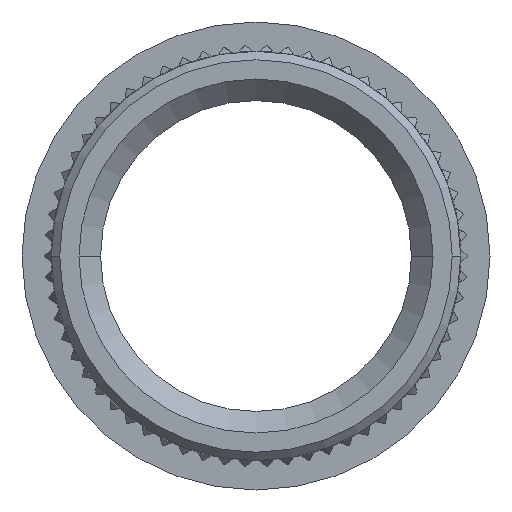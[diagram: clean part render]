
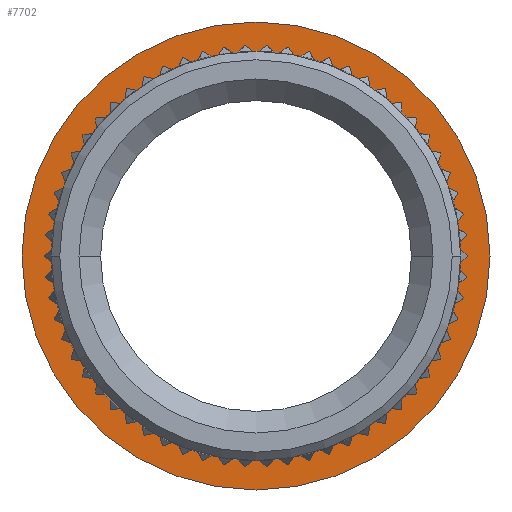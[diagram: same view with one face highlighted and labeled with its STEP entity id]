
A CAD part, left-side view. The second image highlights one B-rep face of the part: STEP entity #7702.
In plain terms, the highlighted planar face has unit normal (-1, 0, 0).
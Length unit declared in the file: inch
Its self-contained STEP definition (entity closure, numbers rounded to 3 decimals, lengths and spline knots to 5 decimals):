
#47=CARTESIAN_POINT('',(-0.04016,0.,0.));
#48=DIRECTION('',(1.,0.,0.));
#49=DIRECTION('',(0.,0.,-1.));
#50=AXIS2_PLACEMENT_3D('',#47,#48,#49);
#52=CARTESIAN_POINT('',(-0.04016,0.,0.));
#53=DIRECTION('',(-1.,0.,0.));
#54=DIRECTION('',(0.,0.,-1.));
#55=AXIS2_PLACEMENT_3D('',#52,#53,#54);
#65=CARTESIAN_POINT('',(-0.04016,0.,0.));
#66=DIRECTION('',(-1.,0.,0.));
#67=DIRECTION('',(0.,0.,-1.));
#68=AXIS2_PLACEMENT_3D('',#65,#66,#67);
#70=CARTESIAN_POINT('',(-0.04016,0.,0.));
#71=DIRECTION('',(1.,0.,0.));
#72=DIRECTION('',(0.,0.,-1.));
#73=AXIS2_PLACEMENT_3D('',#70,#71,#72);
#6229=CARTESIAN_POINT('',(-0.04016,0.,-0.27323));
#6230=CARTESIAN_POINT('',(-0.04016,0.,0.27323));
#6231=VERTEX_POINT('',#6229);
#6232=VERTEX_POINT('',#6230);
#6233=CARTESIAN_POINT('',(-0.04016,0.,-0.2378));
#6235=VERTEX_POINT('',#6233);
#6237=CARTESIAN_POINT('',(-0.04016,0.,0.2378));
#6239=VERTEX_POINT('',#6237);
#7687=CARTESIAN_POINT('',(-0.04016,0.,0.));
#7688=DIRECTION('',(1.,0.,0.));
#7689=DIRECTION('',(0.,0.,1.));
#7690=AXIS2_PLACEMENT_3D('',#7687,#7688,#7689);
#7691=PLANE('',#7690);
#7692=ORIENTED_EDGE('',*,*,#7669,.T.);
#7693=ORIENTED_EDGE('',*,*,#7654,.F.);
#7694=EDGE_LOOP('',(#7692,#7693));
#7695=FACE_OUTER_BOUND('',#7694,.F.);
#7697=ORIENTED_EDGE('',*,*,#7696,.T.);
#7699=ORIENTED_EDGE('',*,*,#7698,.F.);
#7700=EDGE_LOOP('',(#7697,#7699));
#7701=FACE_BOUND('',#7700,.F.);
#7702=ADVANCED_FACE('',(#7695,#7701),#7691,.F.);
#51=CIRCLE('',#50,0.27323);
#56=CIRCLE('',#55,0.27323);
#69=CIRCLE('',#68,0.2378);
#74=CIRCLE('',#73,0.2378);
#7654=EDGE_CURVE('',#6231,#6232,#56,.T.);
#7669=EDGE_CURVE('',#6231,#6232,#51,.T.);
#7696=EDGE_CURVE('',#6235,#6239,#69,.T.);
#7698=EDGE_CURVE('',#6235,#6239,#74,.T.);
